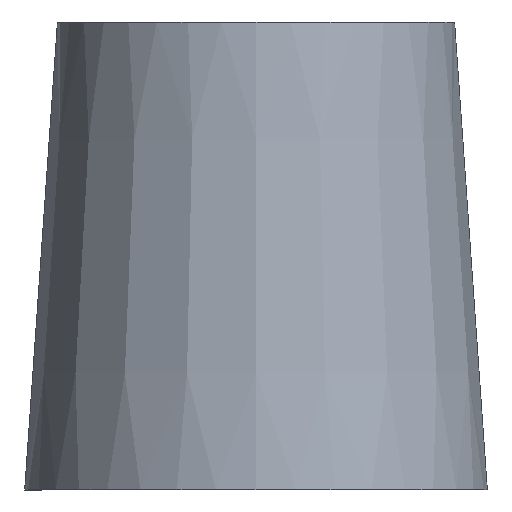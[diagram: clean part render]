
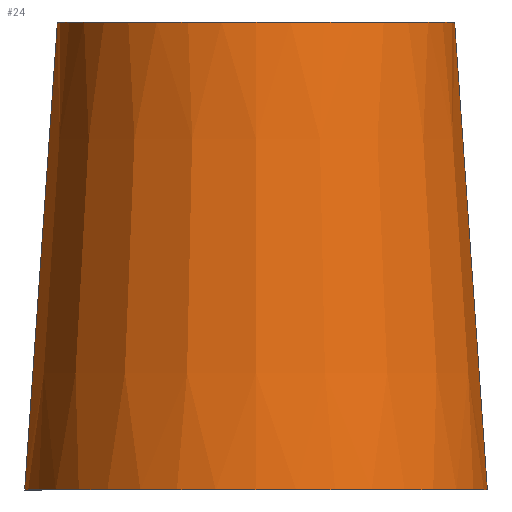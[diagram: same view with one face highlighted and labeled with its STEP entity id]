
A CAD part, front view. The second image highlights one B-rep face of the part: STEP entity #24.
In plain terms, the highlighted conical face has half-angle 4 degrees and reference radius 6.535 mm.
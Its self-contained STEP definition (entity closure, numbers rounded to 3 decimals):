
#13 = AXIS2_PLACEMENT_3D ( 'NONE', #133, #30, #170 ) ;
#19 = ORIENTED_EDGE ( 'NONE', *, *, #51, .T. ) ;
#24 = ADVANCED_FACE ( 'NONE', ( #46 ), #238, .T. ) ;
#26 = CARTESIAN_POINT ( 'NONE',  ( -6.535, 0., 15.4 ) ) ;
#30 = DIRECTION ( 'NONE',  ( 0., 0., -1. ) ) ;
#39 = VERTEX_POINT ( 'NONE', #26 ) ;
#42 = VECTOR ( 'NONE', #182, 1000. ) ;
#46 = FACE_OUTER_BOUND ( 'NONE', #235, .T. ) ;
#51 = EDGE_CURVE ( 'NONE', #194, #139, #253, .T. ) ;
#59 = ORIENTED_EDGE ( 'NONE', *, *, #242, .T. ) ;
#60 = CARTESIAN_POINT ( 'NONE',  ( 6.535, 0., 15.4 ) ) ;
#66 = LINE ( 'NONE', #101, #67 ) ;
#67 = VECTOR ( 'NONE', #218, 1000. ) ;
#68 = EDGE_CURVE ( 'NONE', #39, #194, #66, .T. ) ;
#78 = DIRECTION ( 'NONE',  ( -1., 0., 0. ) ) ;
#79 = LINE ( 'NONE', #60, #42 ) ;
#80 = CARTESIAN_POINT ( 'NONE',  ( 6.535, 0., 15.4 ) ) ;
#86 = AXIS2_PLACEMENT_3D ( 'NONE', #165, #221, #78 ) ;
#101 = CARTESIAN_POINT ( 'NONE',  ( -6.535, 0., 15.4 ) ) ;
#104 = CARTESIAN_POINT ( 'NONE',  ( 7.612, 0., 0. ) ) ;
#107 = EDGE_CURVE ( 'NONE', #118, #139, #79, .T. ) ;
#108 = CARTESIAN_POINT ( 'NONE',  ( -7.612, 0., 0. ) ) ;
#118 = VERTEX_POINT ( 'NONE', #80 ) ;
#123 = CARTESIAN_POINT ( 'NONE',  ( 0., 0., 0. ) ) ;
#125 = AXIS2_PLACEMENT_3D ( 'NONE', #123, #204, #247 ) ;
#133 = CARTESIAN_POINT ( 'NONE',  ( 0., 0., 15.4 ) ) ;
#139 = VERTEX_POINT ( 'NONE', #104 ) ;
#165 = CARTESIAN_POINT ( 'NONE',  ( 0., 0., 15.4 ) ) ;
#170 = DIRECTION ( 'NONE',  ( -1., 0., 0. ) ) ;
#182 = DIRECTION ( 'NONE',  ( 0.07, 0., -0.998 ) ) ;
#187 = ORIENTED_EDGE ( 'NONE', *, *, #68, .T. ) ;
#194 = VERTEX_POINT ( 'NONE', #108 ) ;
#197 = CIRCLE ( 'NONE', #13, 6.535 ) ;
#204 = DIRECTION ( 'NONE',  ( 0., 0., 1. ) ) ;
#218 = DIRECTION ( 'NONE',  ( -0.07, 0., -0.998 ) ) ;
#221 = DIRECTION ( 'NONE',  ( 0., 0., -1. ) ) ;
#235 = EDGE_LOOP ( 'NONE', ( #244, #59, #187, #19 ) ) ;
#238 = CONICAL_SURFACE ( 'NONE', #86, 6.535, 0.07 ) ;
#242 = EDGE_CURVE ( 'NONE', #118, #39, #197, .T. ) ;
#244 = ORIENTED_EDGE ( 'NONE', *, *, #107, .F. ) ;
#247 = DIRECTION ( 'NONE',  ( 1., 0., 0. ) ) ;
#253 = CIRCLE ( 'NONE', #125, 7.612 ) ;
